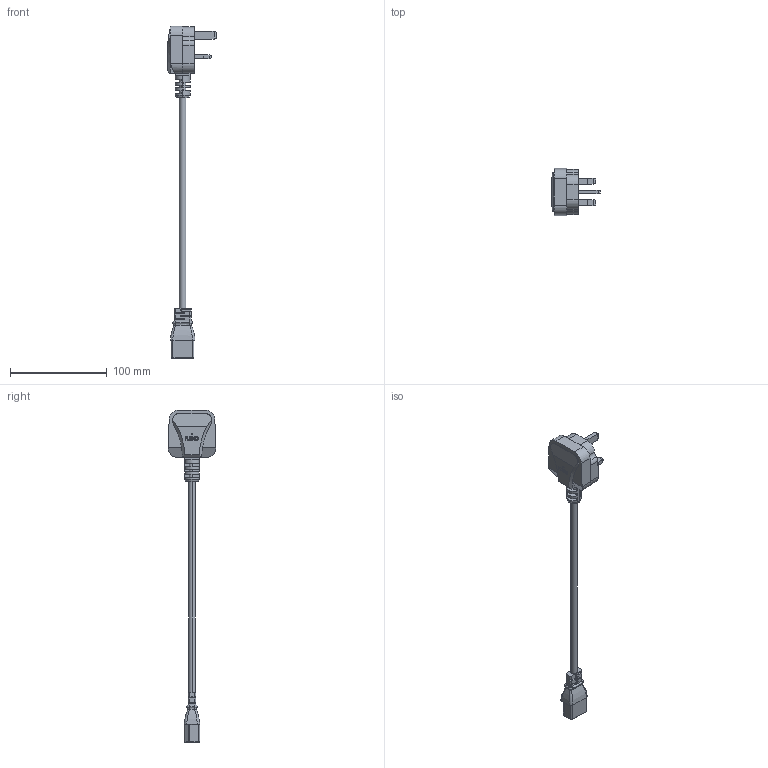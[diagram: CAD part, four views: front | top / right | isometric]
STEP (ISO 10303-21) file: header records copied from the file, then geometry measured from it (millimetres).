
FILE_DESCRIPTION (( 'STEP AP203' ), '1' );
FILE_NAME ('IPCGC13-10A-2M_3D.STEP', '2022-04-21T16:32:50', ( '' ), ( '' ), 'SwSTEP 2.0', 'SolidWorks 2021', '' );
FILE_SCHEMA (( 'CONFIG_CONTROL_DESIGN' ));
Length unit declared in the file: inch
Products named in the file (4): SF-06 BS1363A TYPE G (UK1-13P) PLUG, RT-ANGLE; SF-82 IEC 320 C13 FEM PWR PLUG; H05VV-F 3G Cord (for 44-423-02M); IPCGC13-10A-2M_3D
Assembly tree (3 placements, depth 2):
  IPCGC13-10A-2M_3D
    SF-06 BS1363A TYPE G (UK1-13P) PLUG, RT-ANGLE
    H05VV-F 3G Cord (for 44-423-02M)
    SF-82 IEC 320 C13 FEM PWR PLUG
Bounding box: 50.11 x 49.3 x 343.24 mm (x, y, z)
Volume: 81564.4 mm3; surface area: 23955 mm2
Topology: 8 solids, 8 shells, 433 faces, 1139 edges, 730 vertices
Faces by surface type: plane 240, cylinder 102, bspline 70, torus 16, cone 5
Entity records: 16501 total; most frequent: CARTESIAN_POINT 5716, ORIENTED_EDGE 2274, DIRECTION 1974, EDGE_CURVE 1137, VERTEX_POINT 730, VECTOR 700, LINE 700, AXIS2_PLACEMENT_3D 637
